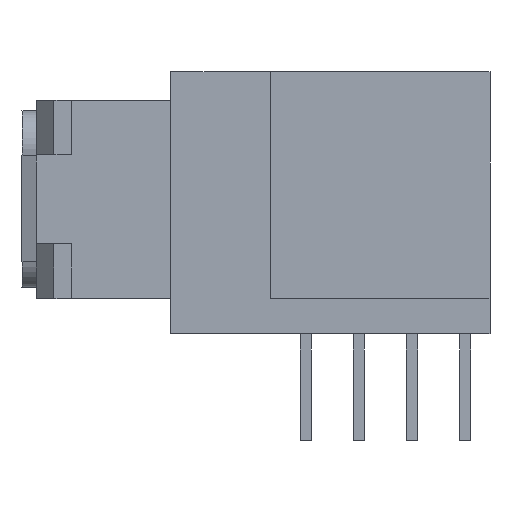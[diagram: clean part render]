
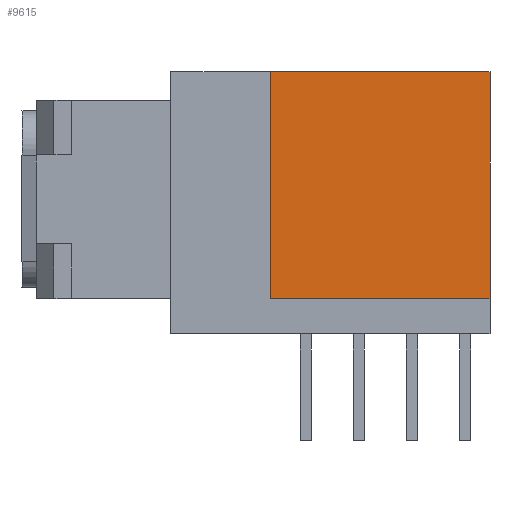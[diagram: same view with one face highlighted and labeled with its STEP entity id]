
A CAD part, left-side view. The second image highlights one B-rep face of the part: STEP entity #9615.
In plain terms, the highlighted planar face has unit normal (-1, 0, 0).
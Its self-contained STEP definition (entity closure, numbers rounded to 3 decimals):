
#8577=CARTESIAN_POINT('',(-20.32,4.13,9.398));
#8578=VERTEX_POINT('',#8577);
#8579=CARTESIAN_POINT('',(-20.32,4.13,1.27));
#8580=VERTEX_POINT('',#8579);
#8581=CARTESIAN_POINT('',(-20.32,4.13,9.398));
#8582=DIRECTION('',(0.0,0.0,-1.0));
#8583=VECTOR('',#8582,8.128);
#8584=LINE('',#8581,#8583);
#8585=EDGE_CURVE('',#8578,#8580,#8584,.T.);
#9564=CARTESIAN_POINT('',(-20.32,-3.744,9.398));
#9565=VERTEX_POINT('',#9564);
#9566=CARTESIAN_POINT('',(-20.32,-3.744,9.398));
#9567=DIRECTION('',(0.0,1.0,0.0));
#9568=VECTOR('',#9567,7.874);
#9569=LINE('',#9566,#9568);
#9570=EDGE_CURVE('',#9565,#8578,#9569,.T.);
#9592=CARTESIAN_POINT('',(-20.32,8.067,-2.794));
#9593=DIRECTION('',(-1.0,0.0,0.0));
#9594=DIRECTION('',(0.0,-1.0,0.0));
#9595=AXIS2_PLACEMENT_3D('',#9592,#9593,#9594);
#9596=PLANE('',#9595);
#9597=ORIENTED_EDGE('',*,*,#9570,.T.);
#9598=ORIENTED_EDGE('',*,*,#8585,.T.);
#9599=CARTESIAN_POINT('',(-20.32,-3.744,1.27));
#9600=VERTEX_POINT('',#9599);
#9601=CARTESIAN_POINT('',(-20.32,4.13,1.27));
#9602=DIRECTION('',(0.0,-1.0,0.0));
#9603=VECTOR('',#9602,7.874);
#9604=LINE('',#9601,#9603);
#9605=EDGE_CURVE('',#8580,#9600,#9604,.T.);
#9606=ORIENTED_EDGE('',*,*,#9605,.T.);
#9607=CARTESIAN_POINT('',(-20.32,-3.744,9.398));
#9608=DIRECTION('',(0.0,0.0,-1.0));
#9609=VECTOR('',#9608,8.128);
#9610=LINE('',#9607,#9609);
#9611=EDGE_CURVE('',#9565,#9600,#9610,.T.);
#9612=ORIENTED_EDGE('',*,*,#9611,.F.);
#9613=EDGE_LOOP('',(#9597,#9598,#9606,#9612));
#9614=FACE_OUTER_BOUND('',#9613,.T.);
#9615=ADVANCED_FACE('',(#9614),#9596,.T.);
